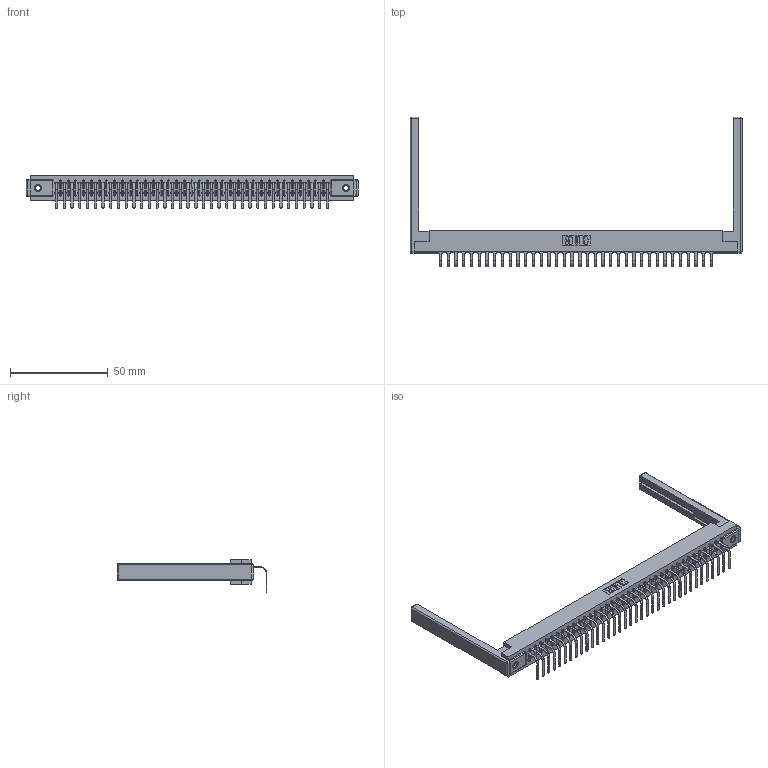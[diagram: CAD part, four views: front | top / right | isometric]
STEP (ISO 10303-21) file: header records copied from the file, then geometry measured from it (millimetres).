
FILE_DESCRIPTION (( 'STEP AP203' ), '1' );
FILE_NAME ('357-036-558-168.STEP', '2022-07-13T18:55:43', ( '' ), ( '' ), 'SwSTEP 2.0', 'SolidWorks 2020', '' );
FILE_SCHEMA (( 'CONFIG_CONTROL_DESIGN' ));
Length unit declared in the file: inch
Products named in the file (5): 345-250-001_345-250-001-102; 307 Part_.156 Dia Mounting Holes; 307-290-001_558 - 2 (Single); 307-220-068; 357-036-558-168
Assembly tree (41 placements, depth 2):
  357-036-558-168
    307 Part_.156 Dia Mounting Holes
    307-290-001_558 - 2 (Single)  x36
    307-220-068  x2
    345-250-001_345-250-001-102  x2
Bounding box: 170.08 x 76.75 x 16.8 mm (x, y, z)
Volume: 22162 mm3; surface area: 23778.7 mm2
Topology: 41 solids, 41 shells, 2469 faces, 6977 edges, 4482 vertices
Faces by surface type: plane 1562, cylinder 809, sphere 82, cone 12, torus 4
Entity records: 34465 total; most frequent: CARTESIAN_POINT 5769, ORIENTED_EDGE 5744, DIRECTION 5632, EDGE_CURVE 2872, LINE 2198, VECTOR 2198, VERTEX_POINT 1854, AXIS2_PLACEMENT_3D 1717
